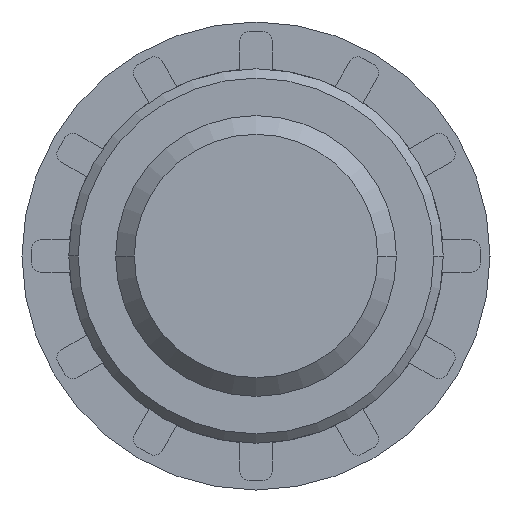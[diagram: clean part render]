
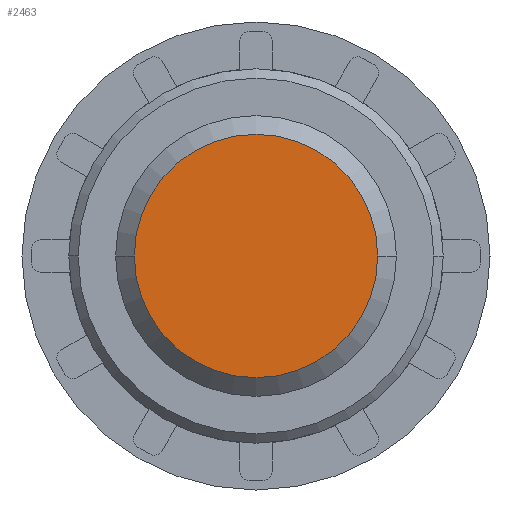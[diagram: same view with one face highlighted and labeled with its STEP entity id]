
A CAD part, left-side view. The second image highlights one B-rep face of the part: STEP entity #2463.
In plain terms, the highlighted planar face has unit normal (-1, 0, 0).
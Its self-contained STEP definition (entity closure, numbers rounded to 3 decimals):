
#1013=CARTESIAN_POINT('',(0.,0.,0.));
#1014=DIRECTION('',(-1.,0.,0.));
#1015=DIRECTION('',(0.,1.,0.));
#1016=AXIS2_PLACEMENT_3D('',#1013,#1014,#1015);
#1018=CARTESIAN_POINT('',(0.,0.,0.));
#1019=DIRECTION('',(-1.,0.,0.));
#1020=DIRECTION('',(0.,-1.,0.));
#1021=AXIS2_PLACEMENT_3D('',#1018,#1019,#1020);
#1229=CARTESIAN_POINT('',(0.,13.,0.));
#1230=CARTESIAN_POINT('',(0.,-13.,0.));
#1231=VERTEX_POINT('',#1229);
#1232=VERTEX_POINT('',#1230);
#2453=CARTESIAN_POINT('',(0.,0.,0.));
#2454=DIRECTION('',(1.,0.,0.));
#2455=DIRECTION('',(0.,-1.,0.));
#2456=AXIS2_PLACEMENT_3D('',#2453,#2454,#2455);
#2457=PLANE('120',#2456);
#2458=ORIENTED_EDGE('206',*,*,#2443,.F.);
#2460=ORIENTED_EDGE('208',*,*,#2459,.F.);
#2461=EDGE_LOOP('120',(#2458,#2460));
#2462=FACE_OUTER_BOUND('120',#2461,.F.);
#1017=CIRCLE('206',#1016,13.);
#1022=CIRCLE('208',#1021,13.);
#2443=EDGE_CURVE('206',#1231,#1232,#1017,.T.);
#2459=EDGE_CURVE('208',#1232,#1231,#1022,.T.);
#2463=ADVANCED_FACE('120',(#2462),#2457,.F.);
